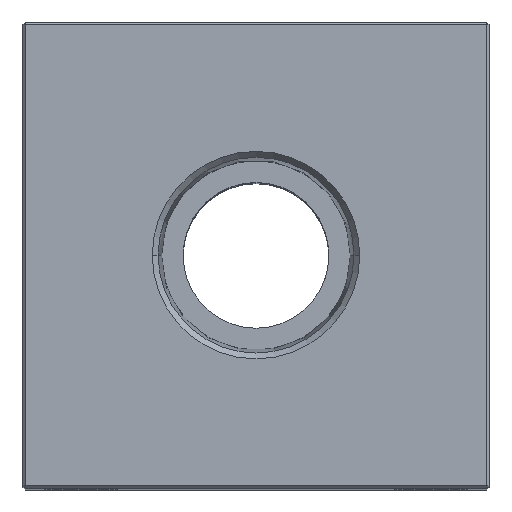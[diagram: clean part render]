
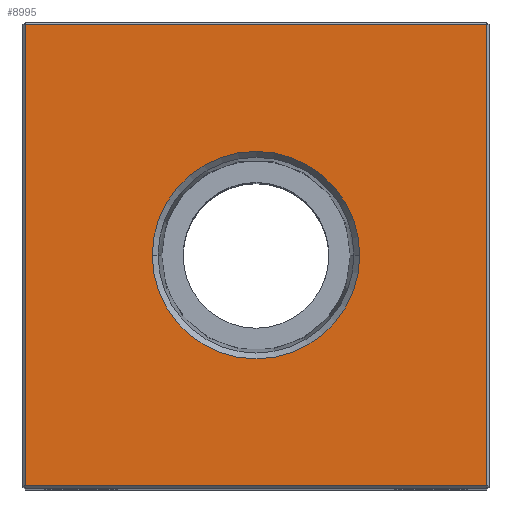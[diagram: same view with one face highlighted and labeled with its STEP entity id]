
A CAD part, top view. The second image highlights one B-rep face of the part: STEP entity #8995.
In plain terms, the highlighted planar face has unit normal (0, 0, 1).
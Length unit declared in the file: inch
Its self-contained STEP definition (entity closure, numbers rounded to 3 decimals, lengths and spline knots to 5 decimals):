
#62 = CARTESIAN_POINT ( 'NONE',  ( 0., 0., 4.25 ) ) ;
#1263 = CARTESIAN_POINT ( 'NONE',  ( 0.99, -0.99, 4.25 ) ) ;
#1583 = CARTESIAN_POINT ( 'NONE',  ( 0., 0.99, 4.25 ) ) ;
#1586 = VECTOR ( 'NONE', #18832, 39.37008 ) ;
#2255 = FACE_BOUND ( 'NONE', #8907, .T. ) ;
#2837 = VERTEX_POINT ( 'NONE', #8833 ) ;
#3416 = EDGE_CURVE ( 'NONE', #2837, #6608, #23161, .T. ) ;
#3425 = DIRECTION ( 'NONE',  ( 0., 1., 0. ) ) ;
#3556 = EDGE_CURVE ( 'NONE', #6608, #2837, #6287, .T. ) ;
#5444 = VECTOR ( 'NONE', #3425, 39.37008 ) ;
#6287 = CIRCLE ( 'NONE', #18241, 0.44487 ) ;
#6608 = VERTEX_POINT ( 'NONE', #8297 ) ;
#7279 = LINE ( 'NONE', #24693, #9622 ) ;
#7311 = CARTESIAN_POINT ( 'NONE',  ( 0., 0., 4.25 ) ) ;
#8205 = DIRECTION ( 'NONE',  ( 1., 0., 0. ) ) ;
#8297 = CARTESIAN_POINT ( 'NONE',  ( 0.44487, 0., 4.25 ) ) ;
#8300 = VERTEX_POINT ( 'NONE', #19845 ) ;
#8413 = VERTEX_POINT ( 'NONE', #10937 ) ;
#8754 = VECTOR ( 'NONE', #9062, 39.37008 ) ;
#8833 = CARTESIAN_POINT ( 'NONE',  ( -0.44487, 0., 4.25 ) ) ;
#8904 = EDGE_CURVE ( 'NONE', #19584, #8300, #19153, .T. ) ;
#8907 = EDGE_LOOP ( 'NONE', ( #18050, #13766 ) ) ;
#8995 = ADVANCED_FACE ( 'NONE', ( #9975, #2255 ), #12043, .F. ) ;
#9062 = DIRECTION ( 'NONE',  ( -1., 0., 0. ) ) ;
#9245 = VERTEX_POINT ( 'NONE', #20487 ) ;
#9622 = VECTOR ( 'NONE', #24566, 39.37008 ) ;
#9848 = DIRECTION ( 'NONE',  ( 0., 0., -1. ) ) ;
#9975 = FACE_OUTER_BOUND ( 'NONE', #17563, .T. ) ;
#10490 = ORIENTED_EDGE ( 'NONE', *, *, #20872, .T. ) ;
#10878 = LINE ( 'NONE', #1583, #8754 ) ;
#10937 = CARTESIAN_POINT ( 'NONE',  ( -0.99, -0.99, 4.25 ) ) ;
#12043 = PLANE ( 'NONE',  #14911 ) ;
#12056 = AXIS2_PLACEMENT_3D ( 'NONE', #7311, #13369, #23031 ) ;
#12767 = LINE ( 'NONE', #22683, #1586 ) ;
#13212 = CARTESIAN_POINT ( 'NONE',  ( 0.99, 0., 4.25 ) ) ;
#13369 = DIRECTION ( 'NONE',  ( 0., 0., 1. ) ) ;
#13509 = EDGE_CURVE ( 'NONE', #8413, #19584, #7279, .T. ) ;
#13766 = ORIENTED_EDGE ( 'NONE', *, *, #3416, .F. ) ;
#14004 = DIRECTION ( 'NONE',  ( 0., 0., 1. ) ) ;
#14911 = AXIS2_PLACEMENT_3D ( 'NONE', #62, #9848, #21710 ) ;
#15949 = CARTESIAN_POINT ( 'NONE',  ( 0., 0., 4.25 ) ) ;
#16436 = EDGE_CURVE ( 'NONE', #9245, #8413, #12767, .T. ) ;
#17563 = EDGE_LOOP ( 'NONE', ( #18758, #18873, #24545, #10490 ) ) ;
#18050 = ORIENTED_EDGE ( 'NONE', *, *, #3556, .F. ) ;
#18241 = AXIS2_PLACEMENT_3D ( 'NONE', #15949, #14004, #8205 ) ;
#18758 = ORIENTED_EDGE ( 'NONE', *, *, #16436, .T. ) ;
#18832 = DIRECTION ( 'NONE',  ( 0., -1., 0. ) ) ;
#18873 = ORIENTED_EDGE ( 'NONE', *, *, #13509, .T. ) ;
#19153 = LINE ( 'NONE', #13212, #5444 ) ;
#19584 = VERTEX_POINT ( 'NONE', #1263 ) ;
#19845 = CARTESIAN_POINT ( 'NONE',  ( 0.99, 0.99, 4.25 ) ) ;
#20487 = CARTESIAN_POINT ( 'NONE',  ( -0.99, 0.99, 4.25 ) ) ;
#20872 = EDGE_CURVE ( 'NONE', #8300, #9245, #10878, .T. ) ;
#21710 = DIRECTION ( 'NONE',  ( -1., 0., 0. ) ) ;
#22683 = CARTESIAN_POINT ( 'NONE',  ( -0.99, 0., 4.25 ) ) ;
#23031 = DIRECTION ( 'NONE',  ( 1., 0., 0. ) ) ;
#23161 = CIRCLE ( 'NONE', #12056, 0.44487 ) ;
#24545 = ORIENTED_EDGE ( 'NONE', *, *, #8904, .T. ) ;
#24566 = DIRECTION ( 'NONE',  ( 1., 0., 0. ) ) ;
#24693 = CARTESIAN_POINT ( 'NONE',  ( 0., -0.99, 4.25 ) ) ;
